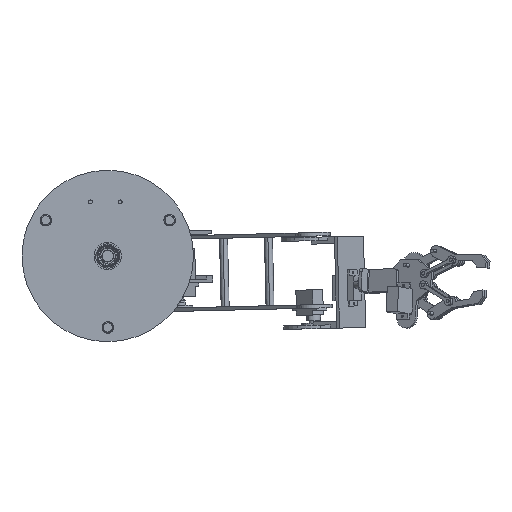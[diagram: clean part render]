
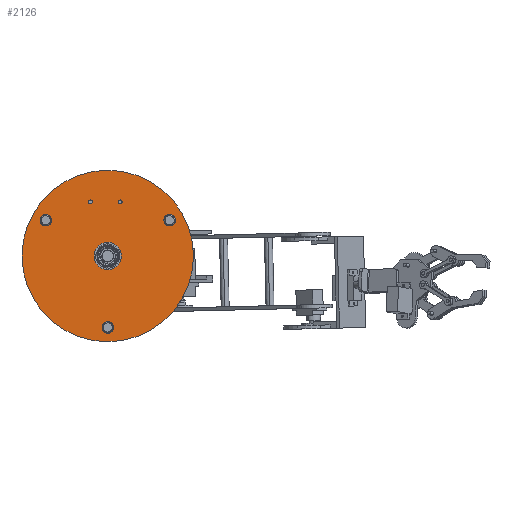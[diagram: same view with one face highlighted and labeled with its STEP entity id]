
A CAD part, front view. The second image highlights one B-rep face of the part: STEP entity #2126.
In plain terms, the highlighted planar face has unit normal (0, -1, 0).
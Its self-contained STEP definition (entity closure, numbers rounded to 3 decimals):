
#525 = EDGE_LOOP ( 'NONE', ( #36625, #36626 ) ) ;
#526 = EDGE_LOOP ( 'NONE', ( #36629, #36627 ) ) ;
#527 = EDGE_LOOP ( 'NONE', ( #36633, #36631 ) ) ;
#528 = EDGE_LOOP ( 'NONE', ( #36635, #36634 ) ) ;
#529 = EDGE_LOOP ( 'NONE', ( #36630, #36632 ) ) ;
#530 = EDGE_LOOP ( 'NONE', ( #36628, #36624 ) ) ;
#531 = EDGE_LOOP ( 'NONE', ( #36623, #36622 ) ) ;
#1494 = VERTEX_POINT ( 'NONE', #11308 ) ;
#1495 = VERTEX_POINT ( 'NONE', #11309 ) ;
#1497 = VERTEX_POINT ( 'NONE', #11311 ) ;
#1499 = VERTEX_POINT ( 'NONE', #11313 ) ;
#1502 = VERTEX_POINT ( 'NONE', #11316 ) ;
#1503 = VERTEX_POINT ( 'NONE', #11317 ) ;
#1506 = VERTEX_POINT ( 'NONE', #11320 ) ;
#1507 = VERTEX_POINT ( 'NONE', #11321 ) ;
#1510 = VERTEX_POINT ( 'NONE', #11324 ) ;
#1511 = VERTEX_POINT ( 'NONE', #11325 ) ;
#1514 = VERTEX_POINT ( 'NONE', #11328 ) ;
#1515 = VERTEX_POINT ( 'NONE', #11329 ) ;
#1583 = EDGE_CURVE ( 'NONE', #1495, #1497, #16139, .T. ) ;
#1586 = EDGE_CURVE ( 'NONE', #1494, #1499, #16146, .T. ) ;
#1590 = EDGE_CURVE ( 'NONE', #1502, #1503, #16166, .T. ) ;
#1594 = EDGE_CURVE ( 'NONE', #1506, #1507, #16182, .T. ) ;
#1598 = EDGE_CURVE ( 'NONE', #1510, #1511, #16199, .T. ) ;
#1602 = EDGE_CURVE ( 'NONE', #1514, #1515, #16218, .T. ) ;
#1612 = EDGE_CURVE ( 'NONE', #2740, #2741, #16269, .T. ) ;
#1615 = EDGE_CURVE ( 'NONE', #2741, #2740, #16286, .T. ) ;
#1622 = EDGE_CURVE ( 'NONE', #1497, #1495, #16328, .T. ) ;
#1623 = EDGE_CURVE ( 'NONE', #1499, #1494, #16334, .T. ) ;
#1624 = EDGE_CURVE ( 'NONE', #1503, #1502, #16341, .T. ) ;
#1625 = EDGE_CURVE ( 'NONE', #1507, #1506, #16346, .T. ) ;
#1626 = EDGE_CURVE ( 'NONE', #1511, #1510, #16350, .T. ) ;
#1627 = EDGE_CURVE ( 'NONE', #1515, #1514, #16356, .T. ) ;
#2126 = ADVANCED_FACE ( 'NONE', ( #14880, #14850, #14886, #14889, #14878, #14882, #14884 ), #14894, .F. ) ;
#2740 = VERTEX_POINT ( 'NONE', #18953 ) ;
#2741 = VERTEX_POINT ( 'NONE', #18954 ) ;
#10450 = AXIS2_PLACEMENT_3D ( 'NONE', #14891, #14895, #14897 ) ;
#11308 = CARTESIAN_POINT ( 'NONE',  ( -15.202, 0., 45.501 ) ) ;
#11309 = CARTESIAN_POINT ( 'NONE',  ( 10.798, 0., 45.501 ) ) ;
#11311 = CARTESIAN_POINT ( 'NONE',  ( 10.798, 0., 49.001 ) ) ;
#11313 = CARTESIAN_POINT ( 'NONE',  ( -15.202, 0., 49.001 ) ) ;
#11316 = CARTESIAN_POINT ( 'NONE',  ( -54.127, 0., 26.25 ) ) ;
#11317 = CARTESIAN_POINT ( 'NONE',  ( -54.127, 0., 36.25 ) ) ;
#11320 = CARTESIAN_POINT ( 'NONE',  ( 54.127, 0., 26.25 ) ) ;
#11321 = CARTESIAN_POINT ( 'NONE',  ( 54.127, 0., 36.25 ) ) ;
#11324 = CARTESIAN_POINT ( 'NONE',  ( 0., 0., -67.5 ) ) ;
#11325 = CARTESIAN_POINT ( 'NONE',  ( 0., 0., -57.5 ) ) ;
#11328 = CARTESIAN_POINT ( 'NONE',  ( 0., 0., -12. ) ) ;
#11329 = CARTESIAN_POINT ( 'NONE',  ( 0., 0., 12. ) ) ;
#11529 = CARTESIAN_POINT ( 'NONE',  ( 10.798, 0., 47.251 ) ) ;
#11530 = DIRECTION ( 'NONE',  ( 0., 1., 0. ) ) ;
#11531 = DIRECTION ( 'NONE',  ( 0., 0., 1. ) ) ;
#11539 = CARTESIAN_POINT ( 'NONE',  ( -15.202, 0., 47.251 ) ) ;
#11540 = DIRECTION ( 'NONE',  ( 0., 1., 0. ) ) ;
#11541 = DIRECTION ( 'NONE',  ( 0., 0., 1. ) ) ;
#11551 = CARTESIAN_POINT ( 'NONE',  ( -54.127, 0., 31.25 ) ) ;
#11552 = DIRECTION ( 'NONE',  ( 0., 1., 0. ) ) ;
#11553 = DIRECTION ( 'NONE',  ( 0., 0., 1. ) ) ;
#11563 = CARTESIAN_POINT ( 'NONE',  ( 54.127, 0., 31.25 ) ) ;
#11564 = DIRECTION ( 'NONE',  ( 0., 1., 0. ) ) ;
#11565 = DIRECTION ( 'NONE',  ( 0., 0., 1. ) ) ;
#11575 = CARTESIAN_POINT ( 'NONE',  ( 0., 0., -62.5 ) ) ;
#11576 = DIRECTION ( 'NONE',  ( 0., 1., 0. ) ) ;
#11577 = DIRECTION ( 'NONE',  ( 0., 0., 1. ) ) ;
#11587 = CARTESIAN_POINT ( 'NONE',  ( 0., 0., 0. ) ) ;
#11588 = DIRECTION ( 'NONE',  ( 0., 1., 0. ) ) ;
#11589 = DIRECTION ( 'NONE',  ( 0., 0., 1. ) ) ;
#11616 = CARTESIAN_POINT ( 'NONE',  ( 0., 0., 0. ) ) ;
#11617 = DIRECTION ( 'NONE',  ( 0., 1., 0. ) ) ;
#11618 = DIRECTION ( 'NONE',  ( 0., 0., 1. ) ) ;
#11623 = CARTESIAN_POINT ( 'NONE',  ( 0., 0., 0. ) ) ;
#11624 = DIRECTION ( 'NONE',  ( 0., 1., 0. ) ) ;
#11625 = DIRECTION ( 'NONE',  ( 0., 0., 1. ) ) ;
#11644 = CARTESIAN_POINT ( 'NONE',  ( 10.798, 0., 47.251 ) ) ;
#11645 = DIRECTION ( 'NONE',  ( 0., 1., 0. ) ) ;
#11646 = DIRECTION ( 'NONE',  ( 0., 0., 1. ) ) ;
#11647 = CARTESIAN_POINT ( 'NONE',  ( -15.202, 0., 47.251 ) ) ;
#11648 = DIRECTION ( 'NONE',  ( 0., 1., 0. ) ) ;
#11649 = DIRECTION ( 'NONE',  ( 0., 0., 1. ) ) ;
#11650 = CARTESIAN_POINT ( 'NONE',  ( -54.127, 0., 31.25 ) ) ;
#11651 = DIRECTION ( 'NONE',  ( 0., 1., 0. ) ) ;
#11652 = DIRECTION ( 'NONE',  ( 0., 0., 1. ) ) ;
#11653 = CARTESIAN_POINT ( 'NONE',  ( 54.127, 0., 31.25 ) ) ;
#11654 = DIRECTION ( 'NONE',  ( 0., 1., 0. ) ) ;
#11655 = DIRECTION ( 'NONE',  ( 0., 0., 1. ) ) ;
#11656 = CARTESIAN_POINT ( 'NONE',  ( 0., 0., -62.5 ) ) ;
#11657 = DIRECTION ( 'NONE',  ( 0., 1., 0. ) ) ;
#11658 = DIRECTION ( 'NONE',  ( 0., 0., 1. ) ) ;
#11659 = CARTESIAN_POINT ( 'NONE',  ( 0., 0., 0. ) ) ;
#11660 = DIRECTION ( 'NONE',  ( 0., 1., 0. ) ) ;
#11661 = DIRECTION ( 'NONE',  ( 0., 0., 1. ) ) ;
#14850 = FACE_BOUND ( 'NONE', #527, .T. ) ;
#14878 = FACE_BOUND ( 'NONE', #525, .T. ) ;
#14880 = FACE_BOUND ( 'NONE', #528, .T. ) ;
#14882 = FACE_BOUND ( 'NONE', #530, .T. ) ;
#14884 = FACE_OUTER_BOUND ( 'NONE', #531, .T. ) ;
#14886 = FACE_BOUND ( 'NONE', #529, .T. ) ;
#14889 = FACE_BOUND ( 'NONE', #526, .T. ) ;
#14891 = CARTESIAN_POINT ( 'NONE',  ( 0., 0., 0. ) ) ;
#14894 = PLANE ( 'NONE',  #10450 ) ;
#14895 = DIRECTION ( 'NONE',  ( 0., 1., 0. ) ) ;
#14897 = DIRECTION ( 'NONE',  ( 0., 0., 1. ) ) ;
#16139 = CIRCLE ( 'NONE', #16148, 1.75 ) ;
#16146 = CIRCLE ( 'NONE', #16163, 1.75 ) ;
#16148 = AXIS2_PLACEMENT_3D ( 'NONE', #11529, #11530, #11531 ) ;
#16163 = AXIS2_PLACEMENT_3D ( 'NONE', #11539, #11540, #11541 ) ;
#16166 = CIRCLE ( 'NONE', #16179, 5. ) ;
#16179 = AXIS2_PLACEMENT_3D ( 'NONE', #11551, #11552, #11553 ) ;
#16182 = CIRCLE ( 'NONE', #16196, 5. ) ;
#16196 = AXIS2_PLACEMENT_3D ( 'NONE', #11563, #11564, #11565 ) ;
#16199 = CIRCLE ( 'NONE', #16215, 5. ) ;
#16215 = AXIS2_PLACEMENT_3D ( 'NONE', #11575, #11576, #11577 ) ;
#16218 = CIRCLE ( 'NONE', #16234, 12. ) ;
#16234 = AXIS2_PLACEMENT_3D ( 'NONE', #11587, #11588, #11589 ) ;
#16269 = CIRCLE ( 'NONE', #16281, 75. ) ;
#16281 = AXIS2_PLACEMENT_3D ( 'NONE', #11616, #11617, #11618 ) ;
#16286 = CIRCLE ( 'NONE', #16295, 75. ) ;
#16295 = AXIS2_PLACEMENT_3D ( 'NONE', #11623, #11624, #11625 ) ;
#16328 = CIRCLE ( 'NONE', #16337, 1.75 ) ;
#16334 = CIRCLE ( 'NONE', #16344, 1.75 ) ;
#16337 = AXIS2_PLACEMENT_3D ( 'NONE', #11644, #11645, #11646 ) ;
#16341 = CIRCLE ( 'NONE', #16348, 5. ) ;
#16344 = AXIS2_PLACEMENT_3D ( 'NONE', #11647, #11648, #11649 ) ;
#16346 = CIRCLE ( 'NONE', #16353, 5. ) ;
#16348 = AXIS2_PLACEMENT_3D ( 'NONE', #11650, #11651, #11652 ) ;
#16350 = CIRCLE ( 'NONE', #16359, 5. ) ;
#16353 = AXIS2_PLACEMENT_3D ( 'NONE', #11653, #11654, #11655 ) ;
#16356 = CIRCLE ( 'NONE', #16364, 12. ) ;
#16359 = AXIS2_PLACEMENT_3D ( 'NONE', #11656, #11657, #11658 ) ;
#16364 = AXIS2_PLACEMENT_3D ( 'NONE', #11659, #11660, #11661 ) ;
#18953 = CARTESIAN_POINT ( 'NONE',  ( 0., 0., 75. ) ) ;
#18954 = CARTESIAN_POINT ( 'NONE',  ( 0., 0., -75. ) ) ;
#36622 = ORIENTED_EDGE ( 'NONE', *, *, #1612, .F. ) ;
#36623 = ORIENTED_EDGE ( 'NONE', *, *, #1615, .F. ) ;
#36624 = ORIENTED_EDGE ( 'NONE', *, *, #1602, .T. ) ;
#36625 = ORIENTED_EDGE ( 'NONE', *, *, #1626, .T. ) ;
#36626 = ORIENTED_EDGE ( 'NONE', *, *, #1598, .T. ) ;
#36627 = ORIENTED_EDGE ( 'NONE', *, *, #1594, .T. ) ;
#36628 = ORIENTED_EDGE ( 'NONE', *, *, #1627, .T. ) ;
#36629 = ORIENTED_EDGE ( 'NONE', *, *, #1625, .T. ) ;
#36630 = ORIENTED_EDGE ( 'NONE', *, *, #1624, .T. ) ;
#36631 = ORIENTED_EDGE ( 'NONE', *, *, #1586, .T. ) ;
#36632 = ORIENTED_EDGE ( 'NONE', *, *, #1590, .T. ) ;
#36633 = ORIENTED_EDGE ( 'NONE', *, *, #1623, .T. ) ;
#36634 = ORIENTED_EDGE ( 'NONE', *, *, #1583, .T. ) ;
#36635 = ORIENTED_EDGE ( 'NONE', *, *, #1622, .T. ) ;
